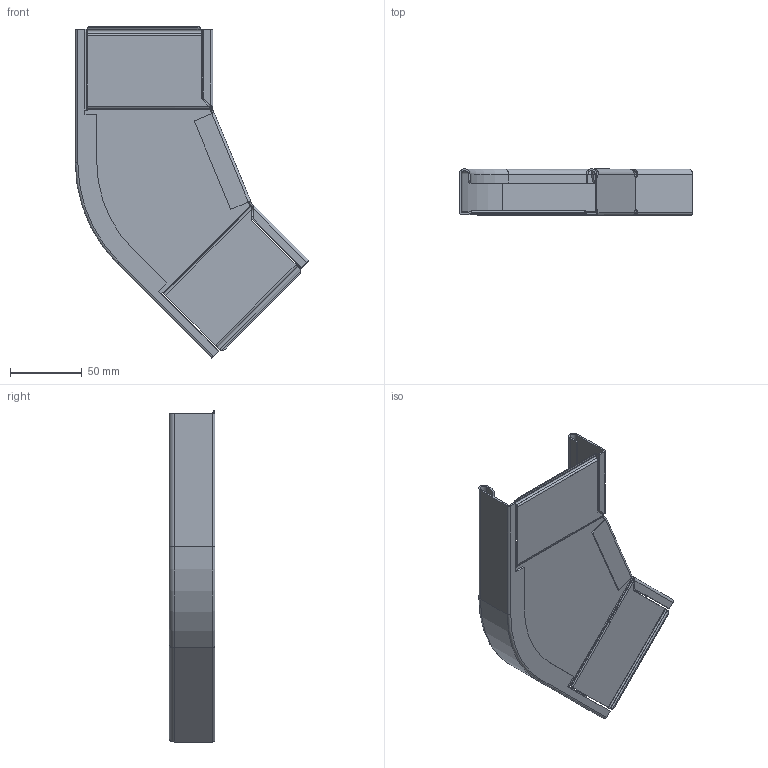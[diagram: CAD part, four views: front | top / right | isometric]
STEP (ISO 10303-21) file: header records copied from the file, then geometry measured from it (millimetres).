
FILE_DESCRIPTION (( 'STEP AP214' ), '1' );
FILE_NAME ('6036000.STEP', '2024-10-21T12:52:27', ( '' ), ( '' ), 'SwSTEP 2.0', 'SolidWorks 2024', '' );
FILE_SCHEMA (( 'AUTOMOTIVE_DESIGN' ));
Length unit declared in the file: millimetre
Products named in the file (4): 175033_100; 181351_100; 167655_35x45°; 6036000
Assembly tree (3 placements, depth 2):
  6036000
    175033_100
    181351_100
    167655_35x45°
Bounding box: 162.8 x 32 x 231.52 mm (x, y, z)
Volume: 44544.3 mm3; surface area: 89853.3 mm2
Topology: 3 solids, 3 shells, 196 faces, 446 edges, 256 vertices
Faces by surface type: plane 120, cylinder 62, bspline 10, torus 4
Entity records: 5751 total; most frequent: CARTESIAN_POINT 1360, ORIENTED_EDGE 892, DIRECTION 872, EDGE_CURVE 446, LINE 292, VECTOR 292, AXIS2_PLACEMENT_3D 290, VERTEX_POINT 256
